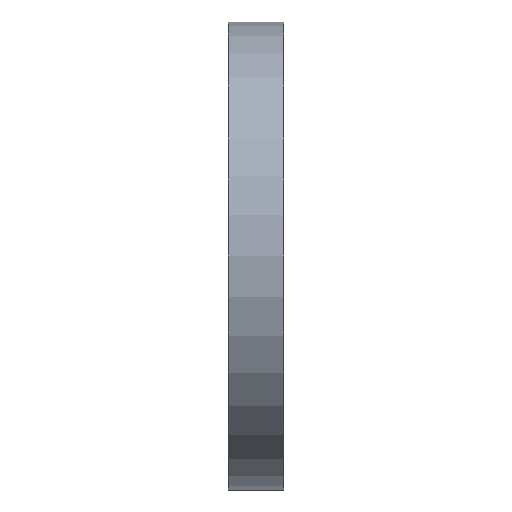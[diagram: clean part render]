
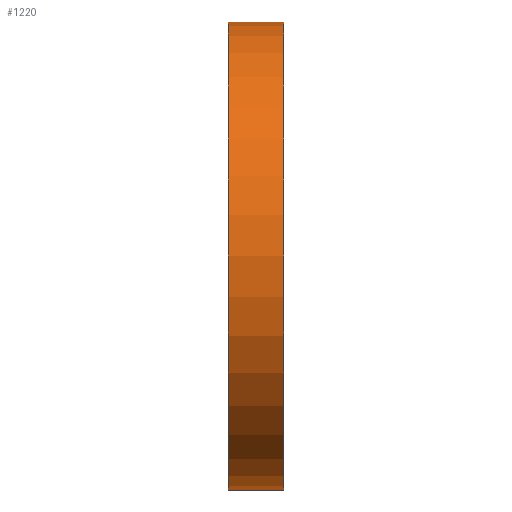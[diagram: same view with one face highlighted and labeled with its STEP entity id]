
A CAD part, left-side view. The second image highlights one B-rep face of the part: STEP entity #1220.
In plain terms, the highlighted cylindrical face has radius 84.75 mm (diameter 169.5 mm), a full revolution.
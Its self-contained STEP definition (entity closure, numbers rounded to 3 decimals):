
#99=CYLINDRICAL_SURFACE('',#1400,84.75);
#176=FACE_OUTER_BOUND('',#257,.T.);
#257=EDGE_LOOP('',(#1064,#1065,#1066,#1067));
#373=LINE('',#2146,#448);
#448=VECTOR('',#1793,84.75);
#527=CIRCLE('',#1401,84.75);
#528=CIRCLE('',#1402,84.75);
#642=VERTEX_POINT('',#2143);
#643=VERTEX_POINT('',#2145);
#796=EDGE_CURVE('',#642,#642,#527,.T.);
#797=EDGE_CURVE('',#642,#643,#373,.T.);
#798=EDGE_CURVE('',#643,#643,#528,.T.);
#1064=ORIENTED_EDGE('',*,*,#796,.F.);
#1065=ORIENTED_EDGE('',*,*,#797,.T.);
#1066=ORIENTED_EDGE('',*,*,#798,.T.);
#1067=ORIENTED_EDGE('',*,*,#797,.F.);
#1220=ADVANCED_FACE('',(#176),#99,.T.);
#1400=AXIS2_PLACEMENT_3D('',#2142,#1789,#1790);
#1401=AXIS2_PLACEMENT_3D('',#2144,#1791,#1792);
#1402=AXIS2_PLACEMENT_3D('',#2147,#1794,#1795);
#1789=DIRECTION('center_axis',(0.,1.,0.));
#1790=DIRECTION('ref_axis',(-1.,0.,0.));
#1791=DIRECTION('center_axis',(0.,1.,0.));
#1792=DIRECTION('ref_axis',(-1.,0.,0.));
#1793=DIRECTION('',(0.,-1.,0.));
#1794=DIRECTION('center_axis',(0.,1.,0.));
#1795=DIRECTION('ref_axis',(-1.,0.,0.));
#2142=CARTESIAN_POINT('Origin',(0.,0.,0.));
#2143=CARTESIAN_POINT('',(84.75,20.,0.));
#2144=CARTESIAN_POINT('Origin',(0.,20.,0.));
#2145=CARTESIAN_POINT('',(84.75,0.,0.));
#2146=CARTESIAN_POINT('',(84.75,0.,0.));
#2147=CARTESIAN_POINT('Origin',(0.,0.,0.));
